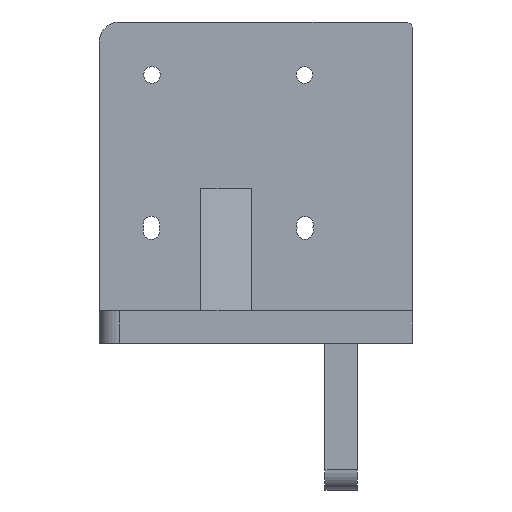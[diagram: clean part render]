
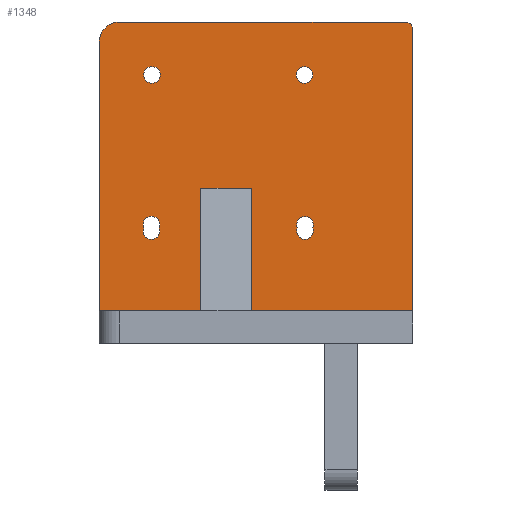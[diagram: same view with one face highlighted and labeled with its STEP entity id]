
A CAD part, left-side view. The second image highlights one B-rep face of the part: STEP entity #1348.
In plain terms, the highlighted planar face has unit normal (-1, 0, 0).
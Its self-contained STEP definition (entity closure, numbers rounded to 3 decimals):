
#48=FACE_BOUND('',#153,.T.);
#49=FACE_BOUND('',#154,.T.);
#50=FACE_BOUND('',#155,.T.);
#51=FACE_BOUND('',#156,.T.);
#76=FACE_OUTER_BOUND('',#152,.T.);
#152=EDGE_LOOP('',(#961,#962,#963,#964,#965,#966,#967,#968,#969,#970));
#153=EDGE_LOOP('',(#971));
#154=EDGE_LOOP('',(#972));
#155=EDGE_LOOP('',(#973,#974));
#156=EDGE_LOOP('',(#975,#976));
#251=CIRCLE('',#1444,1.5);
#254=CIRCLE('',#1449,4.);
#255=CIRCLE('',#1450,1.632);
#256=CIRCLE('',#1451,1.632);
#257=CIRCLE('',#1452,1.632);
#258=CIRCLE('',#1453,1.632);
#259=CIRCLE('',#1454,1.632);
#260=CIRCLE('',#1455,1.632);
#336=LINE('',#2069,#474);
#342=LINE('',#2081,#480);
#343=LINE('',#2085,#481);
#344=LINE('',#2087,#482);
#345=LINE('',#2089,#483);
#346=LINE('',#2091,#484);
#347=LINE('',#2093,#485);
#348=LINE('',#2094,#486);
#474=VECTOR('',#1637,10.);
#480=VECTOR('',#1645,10.);
#481=VECTOR('',#1648,10.);
#482=VECTOR('',#1649,10.);
#483=VECTOR('',#1650,10.);
#484=VECTOR('',#1651,10.);
#485=VECTOR('',#1652,10.);
#486=VECTOR('',#1653,10.);
#616=VERTEX_POINT('',#2055);
#617=VERTEX_POINT('',#2056);
#622=VERTEX_POINT('',#2068);
#627=VERTEX_POINT('',#2080);
#628=VERTEX_POINT('',#2082);
#629=VERTEX_POINT('',#2084);
#630=VERTEX_POINT('',#2086);
#631=VERTEX_POINT('',#2088);
#632=VERTEX_POINT('',#2090);
#633=VERTEX_POINT('',#2092);
#634=VERTEX_POINT('',#2095);
#635=VERTEX_POINT('',#2097);
#636=VERTEX_POINT('',#2099);
#637=VERTEX_POINT('',#2100);
#638=VERTEX_POINT('',#2103);
#639=VERTEX_POINT('',#2104);
#747=EDGE_CURVE('',#616,#617,#251,.T.);
#753=EDGE_CURVE('',#617,#622,#336,.T.);
#759=EDGE_CURVE('',#616,#627,#342,.T.);
#760=EDGE_CURVE('',#628,#627,#254,.T.);
#761=EDGE_CURVE('',#628,#629,#343,.T.);
#762=EDGE_CURVE('',#629,#630,#344,.T.);
#763=EDGE_CURVE('',#630,#631,#345,.T.);
#764=EDGE_CURVE('',#631,#632,#346,.T.);
#765=EDGE_CURVE('',#632,#633,#347,.T.);
#766=EDGE_CURVE('',#633,#622,#348,.T.);
#767=EDGE_CURVE('',#634,#634,#255,.T.);
#768=EDGE_CURVE('',#635,#635,#256,.T.);
#769=EDGE_CURVE('',#636,#637,#257,.T.);
#770=EDGE_CURVE('',#637,#636,#258,.T.);
#771=EDGE_CURVE('',#638,#639,#259,.T.);
#772=EDGE_CURVE('',#639,#638,#260,.T.);
#961=ORIENTED_EDGE('',*,*,#747,.F.);
#962=ORIENTED_EDGE('',*,*,#759,.T.);
#963=ORIENTED_EDGE('',*,*,#760,.F.);
#964=ORIENTED_EDGE('',*,*,#761,.T.);
#965=ORIENTED_EDGE('',*,*,#762,.T.);
#966=ORIENTED_EDGE('',*,*,#763,.T.);
#967=ORIENTED_EDGE('',*,*,#764,.T.);
#968=ORIENTED_EDGE('',*,*,#765,.T.);
#969=ORIENTED_EDGE('',*,*,#766,.T.);
#970=ORIENTED_EDGE('',*,*,#753,.F.);
#971=ORIENTED_EDGE('',*,*,#767,.T.);
#972=ORIENTED_EDGE('',*,*,#768,.T.);
#973=ORIENTED_EDGE('',*,*,#769,.T.);
#974=ORIENTED_EDGE('',*,*,#770,.T.);
#975=ORIENTED_EDGE('',*,*,#771,.T.);
#976=ORIENTED_EDGE('',*,*,#772,.T.);
#1304=PLANE('',#1448);
#1348=ADVANCED_FACE('',(#76,#48,#49,#50,#51),#1304,.T.);
#1444=AXIS2_PLACEMENT_3D('',#2057,#1626,#1627);
#1448=AXIS2_PLACEMENT_3D('',#2079,#1643,#1644);
#1449=AXIS2_PLACEMENT_3D('',#2083,#1646,#1647);
#1450=AXIS2_PLACEMENT_3D('',#2096,#1654,#1655);
#1451=AXIS2_PLACEMENT_3D('',#2098,#1656,#1657);
#1452=AXIS2_PLACEMENT_3D('',#2101,#1658,#1659);
#1453=AXIS2_PLACEMENT_3D('',#2102,#1660,#1661);
#1454=AXIS2_PLACEMENT_3D('',#2105,#1662,#1663);
#1455=AXIS2_PLACEMENT_3D('',#2106,#1664,#1665);
#1626=DIRECTION('center_axis',(1.,0.,0.));
#1627=DIRECTION('ref_axis',(0.,-0.707,0.707));
#1637=DIRECTION('',(0.,0.,-1.));
#1643=DIRECTION('center_axis',(-1.,0.,0.));
#1644=DIRECTION('ref_axis',(0.,0.,-1.));
#1645=DIRECTION('',(0.,1.,0.));
#1646=DIRECTION('center_axis',(1.,0.,0.));
#1647=DIRECTION('ref_axis',(0.,0.707,0.707));
#1648=DIRECTION('',(0.,0.,-1.));
#1649=DIRECTION('',(0.,-1.,0.));
#1650=DIRECTION('',(0.,0.,1.));
#1651=DIRECTION('',(0.,-1.,0.));
#1652=DIRECTION('',(0.,0.,-1.));
#1653=DIRECTION('',(0.,-1.,0.));
#1654=DIRECTION('center_axis',(1.,0.,0.));
#1655=DIRECTION('ref_axis',(0.,1.,0.));
#1656=DIRECTION('center_axis',(1.,0.,0.));
#1657=DIRECTION('ref_axis',(0.,1.,0.));
#1658=DIRECTION('center_axis',(1.,0.,0.));
#1659=DIRECTION('ref_axis',(0.,1.,0.));
#1660=DIRECTION('center_axis',(1.,0.,0.));
#1661=DIRECTION('ref_axis',(0.,1.,0.));
#1662=DIRECTION('center_axis',(1.,0.,0.));
#1663=DIRECTION('ref_axis',(0.,1.,0.));
#1664=DIRECTION('center_axis',(1.,0.,0.));
#1665=DIRECTION('ref_axis',(0.,1.,0.));
#2055=CARTESIAN_POINT('',(-24.559,214.592,67.817));
#2056=CARTESIAN_POINT('',(-24.559,213.092,66.317));
#2057=CARTESIAN_POINT('Origin',(-24.559,214.592,66.317));
#2068=CARTESIAN_POINT('',(-24.559,213.092,10.967));
#2069=CARTESIAN_POINT('',(-24.559,213.092,4.617));
#2079=CARTESIAN_POINT('Origin',(-24.559,274.842,67.817));
#2080=CARTESIAN_POINT('',(-24.559,270.842,67.817));
#2081=CARTESIAN_POINT('',(-24.559,274.842,67.817));
#2082=CARTESIAN_POINT('',(-24.559,274.842,63.817));
#2083=CARTESIAN_POINT('Origin',(-24.559,270.842,63.817));
#2084=CARTESIAN_POINT('',(-24.559,274.842,10.967));
#2085=CARTESIAN_POINT('',(-24.559,274.842,55.117));
#2086=CARTESIAN_POINT('',(-24.559,254.842,10.967));
#2087=CARTESIAN_POINT('',(-24.559,262.142,10.967));
#2088=CARTESIAN_POINT('',(-24.559,254.842,35.117));
#2089=CARTESIAN_POINT('',(-24.559,254.842,41.717));
#2090=CARTESIAN_POINT('',(-24.559,244.842,35.117));
#2091=CARTESIAN_POINT('',(-24.559,274.842,35.117));
#2092=CARTESIAN_POINT('',(-24.559,244.842,10.967));
#2093=CARTESIAN_POINT('',(-24.559,244.842,45.43));
#2094=CARTESIAN_POINT('',(-24.559,262.142,10.967));
#2095=CARTESIAN_POINT('',(-24.559,262.81,57.417));
#2096=CARTESIAN_POINT('Origin',(-24.559,264.442,57.417));
#2097=CARTESIAN_POINT('',(-24.559,232.81,57.417));
#2098=CARTESIAN_POINT('Origin',(-24.559,234.442,57.417));
#2099=CARTESIAN_POINT('',(-24.559,266.058,27.304));
#2100=CARTESIAN_POINT('',(-24.559,263.051,27.304));
#2101=CARTESIAN_POINT('Origin',(-24.559,264.555,27.939));
#2102=CARTESIAN_POINT('Origin',(-24.559,264.555,26.669));
#2103=CARTESIAN_POINT('',(-24.559,235.832,27.304));
#2104=CARTESIAN_POINT('',(-24.559,232.825,27.304));
#2105=CARTESIAN_POINT('Origin',(-24.559,234.329,27.939));
#2106=CARTESIAN_POINT('Origin',(-24.559,234.329,26.669));
